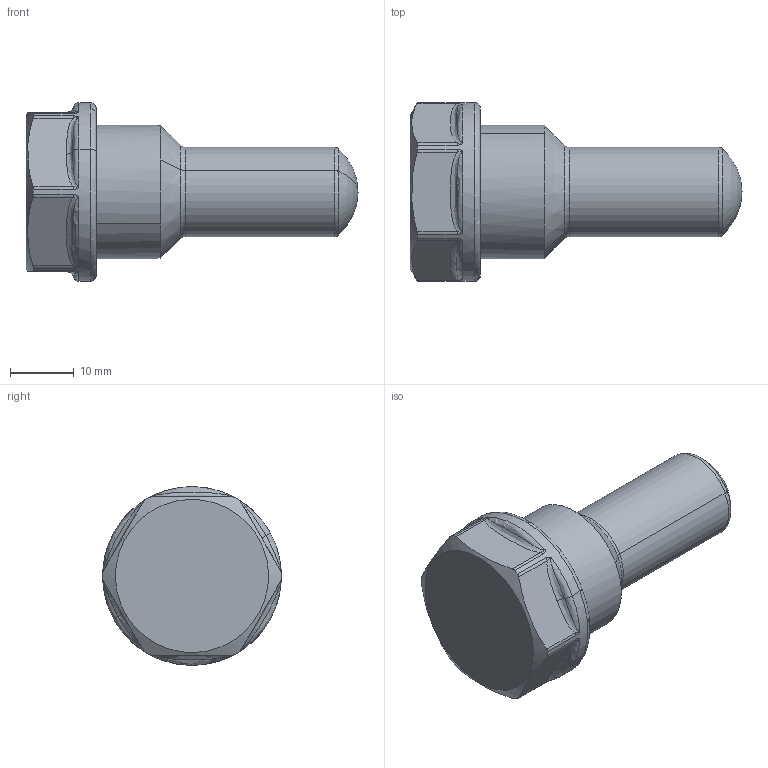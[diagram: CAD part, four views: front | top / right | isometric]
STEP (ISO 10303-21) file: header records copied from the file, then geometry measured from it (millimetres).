
FILE_DESCRIPTION(('CATIA V5 STEP Exchange'),'2;1');
FILE_NAME('STEP_694045_-_TST.stp','2018-02-07T07:07:45+00:00',('none'),('none'),'CATIA Version 5-6 Release 2016 SP4','CATIA V5 STEP AP203','none');
FILE_SCHEMA(('CONFIG_CONTROL_DESIGN'));
Length unit declared in the file: millimetre
Products named in the file (1): 694045 - TST
Bounding box: 52 x 28 x 28 mm (x, y, z)
Volume: 14397.8 mm3; surface area: 3886.3 mm2
Topology: 1 solids, 1 shells, 70 faces, 178 edges, 97 vertices
Faces by surface type: bspline 24, cylinder 18, torus 14, plane 8, cone 4, sphere 2
Entity records: 5757 total; most frequent: CARTESIAN_POINT 4408, ORIENTED_EDGE 328, EDGE_CURVE 164, DIRECTION 156, VERTEX_POINT 97, AXIS2_PLACEMENT_3D 86, B_SPLINE_CURVE_WITH_KNOTS 82, EDGE_LOOP 71
